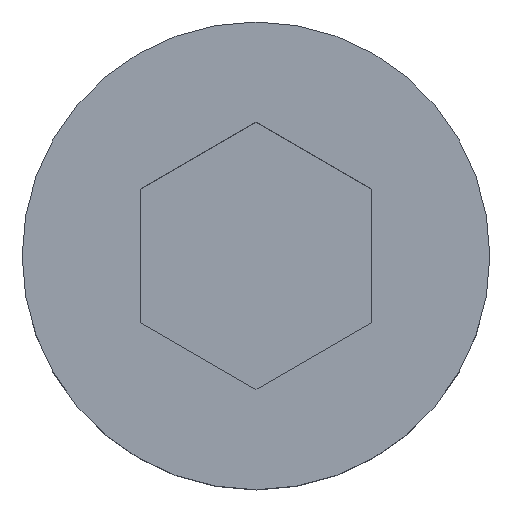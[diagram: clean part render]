
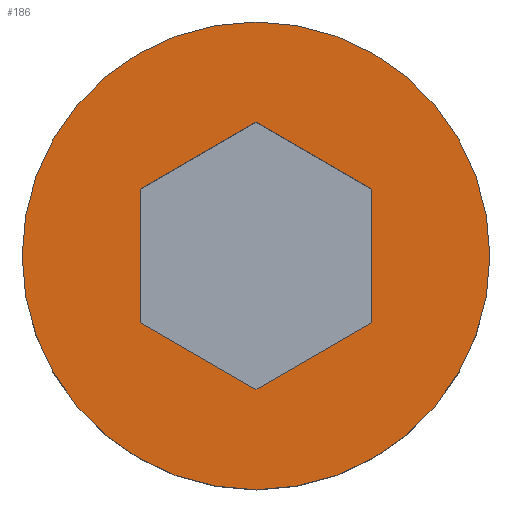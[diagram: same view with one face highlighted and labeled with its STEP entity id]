
A CAD part, top view. The second image highlights one B-rep face of the part: STEP entity #186.
In plain terms, the highlighted planar face has unit normal (0, 0, 1).
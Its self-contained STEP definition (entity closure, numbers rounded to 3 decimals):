
#15=FACE_BOUND('',#47,.T.);
#23=PLANE('',#214);
#35=FACE_OUTER_BOUND('',#46,.T.);
#46=EDGE_LOOP('',(#163));
#47=EDGE_LOOP('',(#164,#165,#166,#167,#168,#169));
#53=LINE('',#285,#73);
#56=LINE('',#291,#76);
#59=LINE('',#297,#79);
#62=LINE('',#303,#82);
#65=LINE('',#309,#85);
#68=LINE('',#313,#88);
#73=VECTOR('',#236,10.);
#76=VECTOR('',#241,10.);
#79=VECTOR('',#246,10.);
#82=VECTOR('',#251,10.);
#85=VECTOR('',#256,10.);
#88=VECTOR('',#261,10.);
#91=CIRCLE('',#206,10.);
#94=VERTEX_POINT('',#274);
#97=VERTEX_POINT('',#282);
#98=VERTEX_POINT('',#284);
#100=VERTEX_POINT('',#290);
#102=VERTEX_POINT('',#296);
#104=VERTEX_POINT('',#302);
#106=VERTEX_POINT('',#308);
#110=EDGE_CURVE('',#94,#94,#91,.T.);
#114=EDGE_CURVE('',#98,#97,#53,.T.);
#117=EDGE_CURVE('',#100,#98,#56,.T.);
#120=EDGE_CURVE('',#102,#100,#59,.T.);
#123=EDGE_CURVE('',#104,#102,#62,.T.);
#126=EDGE_CURVE('',#106,#104,#65,.T.);
#129=EDGE_CURVE('',#97,#106,#68,.T.);
#163=ORIENTED_EDGE('',*,*,#110,.T.);
#164=ORIENTED_EDGE('',*,*,#129,.T.);
#165=ORIENTED_EDGE('',*,*,#126,.T.);
#166=ORIENTED_EDGE('',*,*,#123,.T.);
#167=ORIENTED_EDGE('',*,*,#120,.T.);
#168=ORIENTED_EDGE('',*,*,#117,.T.);
#169=ORIENTED_EDGE('',*,*,#114,.T.);
#186=ADVANCED_FACE('',(#35,#15),#23,.T.);
#206=AXIS2_PLACEMENT_3D('',#275,#227,#228);
#214=AXIS2_PLACEMENT_3D('',#314,#262,#263);
#227=DIRECTION('center_axis',(0.,0.,1.));
#228=DIRECTION('ref_axis',(1.,0.,0.));
#236=DIRECTION('',(0.866,-0.5,0.));
#241=DIRECTION('',(0.866,0.5,0.));
#246=DIRECTION('',(0.,1.,0.));
#251=DIRECTION('',(-0.866,0.5,0.));
#256=DIRECTION('',(-0.866,-0.5,0.));
#261=DIRECTION('',(0.,-1.,0.));
#262=DIRECTION('center_axis',(0.,0.,1.));
#263=DIRECTION('ref_axis',(1.,0.,0.));
#274=CARTESIAN_POINT('',(-10.,0.,9.));
#275=CARTESIAN_POINT('Origin',(0.,0.,9.));
#282=CARTESIAN_POINT('',(4.95,2.858,9.));
#284=CARTESIAN_POINT('',(0.,5.716,9.));
#285=CARTESIAN_POINT('',(4.95,2.858,9.));
#290=CARTESIAN_POINT('',(-4.95,2.858,9.));
#291=CARTESIAN_POINT('',(0.,5.716,9.));
#296=CARTESIAN_POINT('',(-4.95,-2.858,9.));
#297=CARTESIAN_POINT('',(-4.95,2.858,9.));
#302=CARTESIAN_POINT('',(0.,-5.716,9.));
#303=CARTESIAN_POINT('',(-4.95,-2.858,9.));
#308=CARTESIAN_POINT('',(4.95,-2.858,9.));
#309=CARTESIAN_POINT('',(0.,-5.716,9.));
#313=CARTESIAN_POINT('',(4.95,-2.858,9.));
#314=CARTESIAN_POINT('Origin',(0.,0.,9.));
